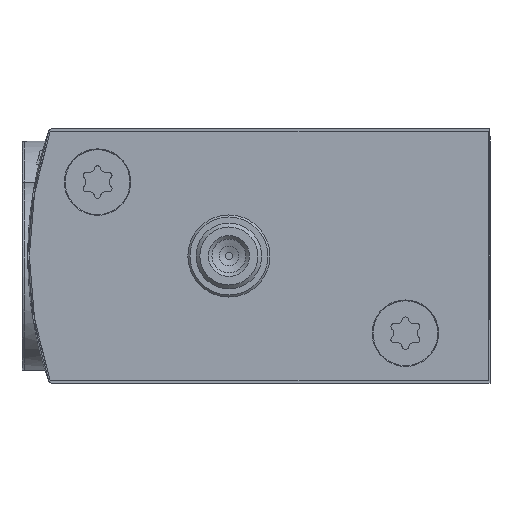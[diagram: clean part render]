
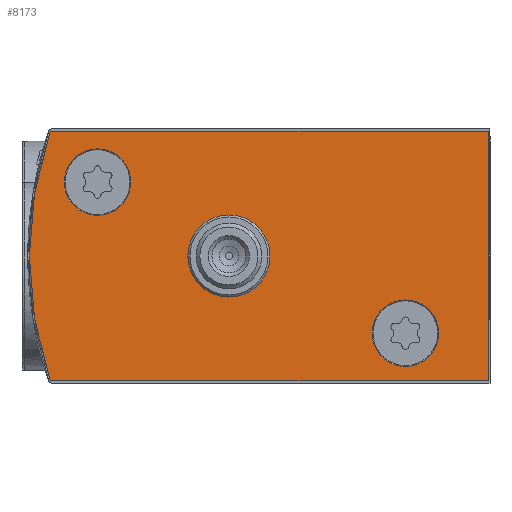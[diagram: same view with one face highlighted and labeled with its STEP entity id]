
A CAD part, left-side view. The second image highlights one B-rep face of the part: STEP entity #8173.
In plain terms, the highlighted planar face has unit normal (-1, 0, 0).
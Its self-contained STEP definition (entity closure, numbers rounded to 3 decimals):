
#857=LINE('',#14150,#1586);
#860=LINE('',#14158,#1589);
#863=LINE('',#14164,#1592);
#1586=VECTOR('',#11564,1000.);
#1589=VECTOR('',#11571,1000.);
#1592=VECTOR('',#11576,1000.);
#3397=ORIENTED_EDGE('',*,*,#4839,.F.);
#3398=ORIENTED_EDGE('',*,*,#4840,.T.);
#3399=ORIENTED_EDGE('',*,*,#4841,.T.);
#3400=ORIENTED_EDGE('',*,*,#4822,.F.);
#3401=ORIENTED_EDGE('',*,*,#4806,.F.);
#3402=ORIENTED_EDGE('',*,*,#4835,.F.);
#3403=ORIENTED_EDGE('',*,*,#4832,.F.);
#3404=ORIENTED_EDGE('',*,*,#4829,.F.);
#3405=ORIENTED_EDGE('',*,*,#4825,.F.);
#4806=EDGE_CURVE('',#5692,#5693,#6149,.T.);
#4822=EDGE_CURVE('',#5693,#5708,#6157,.T.);
#4825=EDGE_CURVE('',#5708,#5710,#857,.T.);
#4829=EDGE_CURVE('',#5710,#5713,#860,.T.);
#4832=EDGE_CURVE('',#5713,#5715,#863,.T.);
#4835=EDGE_CURVE('',#5715,#5692,#6160,.T.);
#4839=EDGE_CURVE('',#5719,#5719,#6164,.F.);
#4840=EDGE_CURVE('',#5720,#5720,#6165,.T.);
#4841=EDGE_CURVE('',#5721,#5721,#6166,.T.);
#5692=VERTEX_POINT('',#14112);
#5693=VERTEX_POINT('',#14113);
#5708=VERTEX_POINT('',#14145);
#5710=VERTEX_POINT('',#14151);
#5713=VERTEX_POINT('',#14159);
#5715=VERTEX_POINT('',#14165);
#5719=VERTEX_POINT('',#14179);
#5720=VERTEX_POINT('',#14181);
#5721=VERTEX_POINT('',#14183);
#6149=CIRCLE('',#9534,46.5);
#6157=CIRCLE('',#9543,0.2);
#6160=CIRCLE('',#9550,0.2);
#6164=CIRCLE('',#9556,5.);
#6165=CIRCLE('',#9557,4.05);
#6166=CIRCLE('',#9558,4.05);
#6716=EDGE_LOOP('',(#3397));
#6717=EDGE_LOOP('',(#3398));
#6718=EDGE_LOOP('',(#3399));
#6719=EDGE_LOOP('',(#3400,#3401,#3402,#3403,#3404,#3405));
#7356=FACE_BOUND('',#6716,.T.);
#7357=FACE_BOUND('',#6717,.T.);
#7358=FACE_BOUND('',#6718,.T.);
#7359=FACE_BOUND('',#6719,.T.);
#7774=PLANE('',#9555);
#8173=ADVANCED_FACE('',(#7356,#7357,#7358,#7359),#7774,.F.);
#9534=AXIS2_PLACEMENT_3D('',#14111,#11531,#11532);
#9543=AXIS2_PLACEMENT_3D('',#14144,#11557,#11558);
#9550=AXIS2_PLACEMENT_3D('',#14170,#11581,#11582);
#9555=AXIS2_PLACEMENT_3D('',#14177,#11591,#11592);
#9556=AXIS2_PLACEMENT_3D('',#14178,#11593,#11594);
#9557=AXIS2_PLACEMENT_3D('',#14180,#11595,#11596);
#9558=AXIS2_PLACEMENT_3D('',#14182,#11597,#11598);
#11531=DIRECTION('',(1.,0.,0.));
#11532=DIRECTION('',(0.,0.,-1.));
#11557=DIRECTION('',(1.,0.,0.));
#11558=DIRECTION('',(0.,0.,-1.));
#11564=DIRECTION('',(0.,-1.,0.));
#11571=DIRECTION('',(0.,0.,-1.));
#11576=DIRECTION('',(0.,1.,0.));
#11581=DIRECTION('',(1.,0.,0.));
#11582=DIRECTION('',(0.,0.,-1.));
#11591=DIRECTION('',(1.,0.,0.));
#11592=DIRECTION('',(0.,0.,-1.));
#11593=DIRECTION('',(1.,0.,0.));
#11594=DIRECTION('',(0.,0.,-1.));
#11595=DIRECTION('',(1.,0.,0.));
#11596=DIRECTION('',(0.,0.,-1.));
#11597=DIRECTION('',(1.,0.,0.));
#11598=DIRECTION('',(0.,0.,-1.));
#14111=CARTESIAN_POINT('',(0.,9.6,0.));
#14112=CARTESIAN_POINT('',(0.,53.592,-15.065));
#14113=CARTESIAN_POINT('',(0.,53.592,15.065));
#14144=CARTESIAN_POINT('',(0.,53.403,15.));
#14145=CARTESIAN_POINT('',(0.,53.403,15.2));
#14150=CARTESIAN_POINT('',(0.,53.403,15.2));
#14151=CARTESIAN_POINT('',(0.,0.2,15.2));
#14158=CARTESIAN_POINT('',(0.,0.2,15.2));
#14159=CARTESIAN_POINT('',(0.,0.2,-15.2));
#14164=CARTESIAN_POINT('',(0.,0.2,-15.2));
#14165=CARTESIAN_POINT('',(0.,53.403,-15.2));
#14170=CARTESIAN_POINT('',(0.,53.403,-15.));
#14177=CARTESIAN_POINT('',(0.,53.403,15.));
#14178=CARTESIAN_POINT('',(0.,31.8,0.));
#14179=CARTESIAN_POINT('',(0.,31.8,-5.));
#14180=CARTESIAN_POINT('',(0.,47.8,9.));
#14181=CARTESIAN_POINT('',(0.,47.8,4.95));
#14182=CARTESIAN_POINT('',(0.,10.3,-9.4));
#14183=CARTESIAN_POINT('',(0.,10.3,-13.45));
